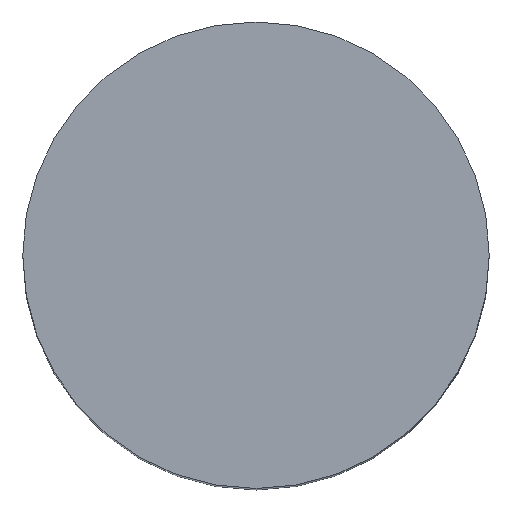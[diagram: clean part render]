
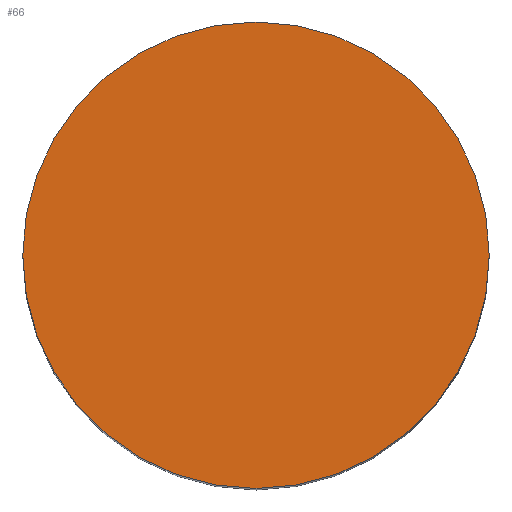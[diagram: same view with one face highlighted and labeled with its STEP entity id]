
A CAD part, top view. The second image highlights one B-rep face of the part: STEP entity #66.
In plain terms, the highlighted planar face has unit normal (0, 0, 1).
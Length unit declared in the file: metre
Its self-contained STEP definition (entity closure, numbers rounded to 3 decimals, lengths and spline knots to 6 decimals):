
#66 = ADVANCED_FACE( '', ( #138 ), #139, .T. );
#138 = FACE_OUTER_BOUND( '', #702, .T. );
#139 = PLANE( '', #703 );
#702 = EDGE_LOOP( '', ( #1272 ) );
#703 = AXIS2_PLACEMENT_3D( '', #1273, #1274, #1275 );
#1272 = ORIENTED_EDGE( '', *, *, #2871, .T. );
#1273 = CARTESIAN_POINT( '', ( 0., 0., 0.0865 ) );
#1274 = DIRECTION( '', ( 0., 0., 1. ) );
#1275 = DIRECTION( '', ( 1., 0., 0. ) );
#2871 = EDGE_CURVE( '', #2923, #2923, #2924, .T. );
#2923 = VERTEX_POINT( '', #3348 );
#2924 = CIRCLE( '', #3349, 0.0185 );
#3348 = CARTESIAN_POINT( '', ( 0.0185, 0., 0.0865 ) );
#3349 = AXIS2_PLACEMENT_3D( '', #3490, #3491, #3492 );
#3490 = CARTESIAN_POINT( '', ( 0., 0., 0.0865 ) );
#3491 = DIRECTION( '', ( 0., 0., 1. ) );
#3492 = DIRECTION( '', ( 1., 0., 0. ) );
